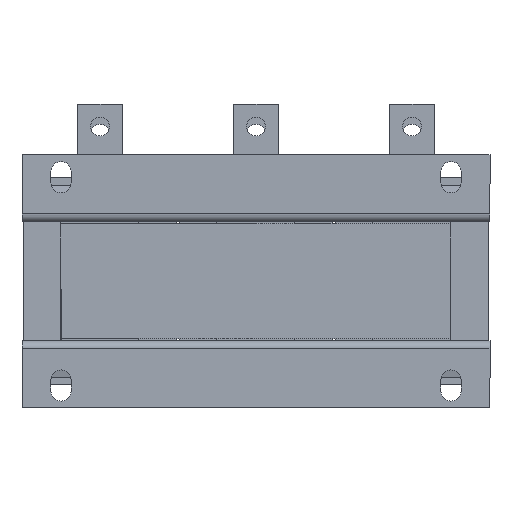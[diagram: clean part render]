
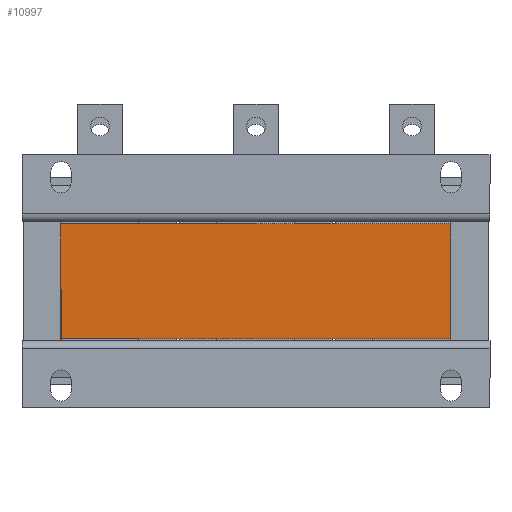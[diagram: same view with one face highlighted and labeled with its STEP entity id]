
A CAD part, front view. The second image highlights one B-rep face of the part: STEP entity #10997.
In plain terms, the highlighted planar face has unit normal (0, -1, 0).
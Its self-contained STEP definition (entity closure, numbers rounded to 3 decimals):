
#12 = CARTESIAN_POINT ( 'NONE',  ( -87.5, -90., -25.75 ) ) ;
#339 = VERTEX_POINT ( 'NONE', #11211 ) ;
#449 = CARTESIAN_POINT ( 'NONE',  ( -87.5, -90., 25.75 ) ) ;
#647 = CARTESIAN_POINT ( 'NONE',  ( 87.5, -90., 25.75 ) ) ;
#662 = VECTOR ( 'NONE', #6734, 1000. ) ;
#663 = AXIS2_PLACEMENT_3D ( 'NONE', #4098, #11377, #10235 ) ;
#905 = ORIENTED_EDGE ( 'NONE', *, *, #15461, .T. ) ;
#913 = ORIENTED_EDGE ( 'NONE', *, *, #14204, .F. ) ;
#2684 = DIRECTION ( 'NONE',  ( 0., 0., -1. ) ) ;
#2899 = PLANE ( 'NONE',  #663 ) ;
#3003 = LINE ( 'NONE', #12, #15866 ) ;
#3313 = FACE_OUTER_BOUND ( 'NONE', #13067, .T. ) ;
#4098 = CARTESIAN_POINT ( 'NONE',  ( -87.5, -90., 25.75 ) ) ;
#5319 = LINE ( 'NONE', #647, #7478 ) ;
#6734 = DIRECTION ( 'NONE',  ( 1., 0., 0. ) ) ;
#6868 = DIRECTION ( 'NONE',  ( 0., 0., -1. ) ) ;
#7054 = CARTESIAN_POINT ( 'NONE',  ( 87.5, -90., 25.75 ) ) ;
#7372 = LINE ( 'NONE', #15130, #9318 ) ;
#7478 = VECTOR ( 'NONE', #6868, 1000. ) ;
#7702 = LINE ( 'NONE', #449, #662 ) ;
#8426 = VERTEX_POINT ( 'NONE', #12986 ) ;
#8724 = DIRECTION ( 'NONE',  ( 1., 0., 0. ) ) ;
#9318 = VECTOR ( 'NONE', #2684, 1000. ) ;
#9725 = ORIENTED_EDGE ( 'NONE', *, *, #13838, .T. ) ;
#10235 = DIRECTION ( 'NONE',  ( 0., 0., 1. ) ) ;
#10997 = ADVANCED_FACE ( 'Defeature ausgef�hrt4_331', ( #3313 ), #2899, .F. ) ;
#11211 = CARTESIAN_POINT ( 'NONE',  ( 87.5, -90., -25.75 ) ) ;
#11377 = DIRECTION ( 'NONE',  ( 0., 1., 0. ) ) ;
#12906 = VERTEX_POINT ( 'NONE', #7054 ) ;
#12986 = CARTESIAN_POINT ( 'NONE',  ( -87.5, -90., -25.75 ) ) ;
#13067 = EDGE_LOOP ( 'NONE', ( #9725, #913, #15571, #905 ) ) ;
#13503 = EDGE_CURVE ( 'Defeature ausgef�hrt4_328+Defeature ausgef�hrt4_331+Defeature ausgef�hrt4_326+Defeature ausgef�hrt4_327', #15026, #12906, #7702, .T. ) ;
#13838 = EDGE_CURVE ( 'Defeature ausgef�hrt4_331+Defeature ausgef�hrt4_332+Defeature ausgef�hrt4_326+Defeature ausgef�hrt4_327', #8426, #339, #3003, .T. ) ;
#13957 = CARTESIAN_POINT ( 'NONE',  ( -87.5, -90., 25.75 ) ) ;
#14204 = EDGE_CURVE ( 'Defeature ausgef�hrt4_327+Defeature ausgef�hrt4_331+Defeature ausgef�hrt4_328+Defeature ausgef�hrt4_332', #12906, #339, #5319, .T. ) ;
#15026 = VERTEX_POINT ( 'NONE', #13957 ) ;
#15130 = CARTESIAN_POINT ( 'NONE',  ( -87.5, -90., 25.75 ) ) ;
#15461 = EDGE_CURVE ( 'Defeature ausgef�hrt4_331+Defeature ausgef�hrt4_326+Defeature ausgef�hrt4_328+Defeature ausgef�hrt4_332', #15026, #8426, #7372, .T. ) ;
#15571 = ORIENTED_EDGE ( 'NONE', *, *, #13503, .F. ) ;
#15866 = VECTOR ( 'NONE', #8724, 1000. ) ;
